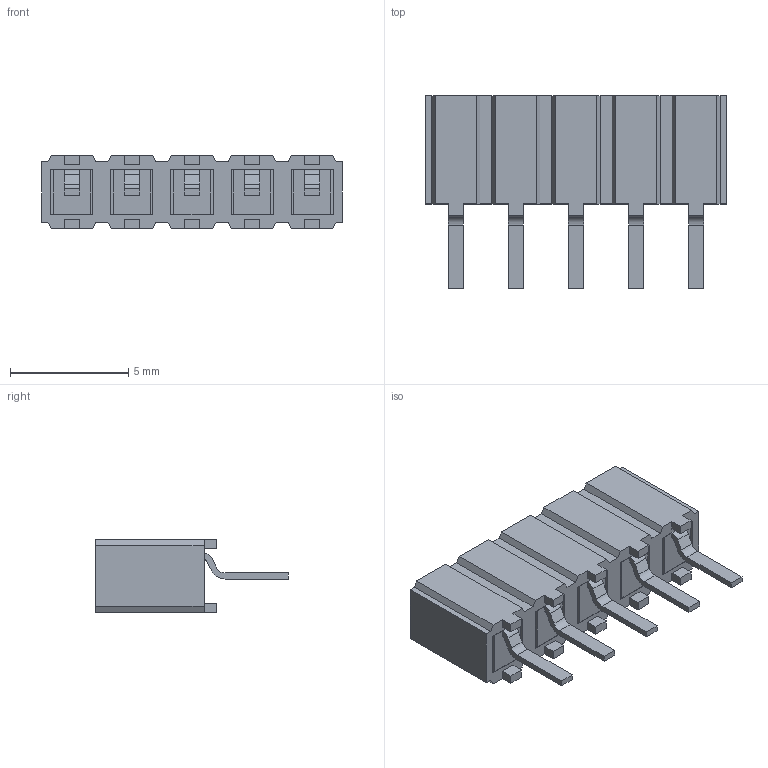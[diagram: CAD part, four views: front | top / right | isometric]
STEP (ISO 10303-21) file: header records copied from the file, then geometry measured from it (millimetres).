
FILE_DESCRIPTION (( 'STEP AP214' ), '1' );
FILE_NAME ('Samtec-$PARTNUMBER.STEP', '2010-03-10T13:36:29', ( 'SysAdmin' ), ( 'SolidWorks' ), 'SwSTEP 2.0', 'SolidWorks 2010', '' );
FILE_SCHEMA (( 'AUTOMOTIVE_DESIGN' ));
Length unit declared in the file: inch
Products named in the file (1): Samtec-$PARTNUMBER
Bounding box: 12.7 x 8.13 x 3.05 mm (x, y, z)
Volume: 110.5 mm3; surface area: 453.3 mm2
Topology: 1 solids, 1 shells, 241 faces, 672 edges, 438 vertices
Faces by surface type: plane 221, cylinder 20
Entity records: 9589 total; most frequent: CARTESIAN_POINT 1352, ORIENTED_EDGE 1344, DIRECTION 1196, EDGE_CURVE 672, VECTOR 632, LINE 632, VERTEX_POINT 438, AXIS2_PLACEMENT_3D 282
